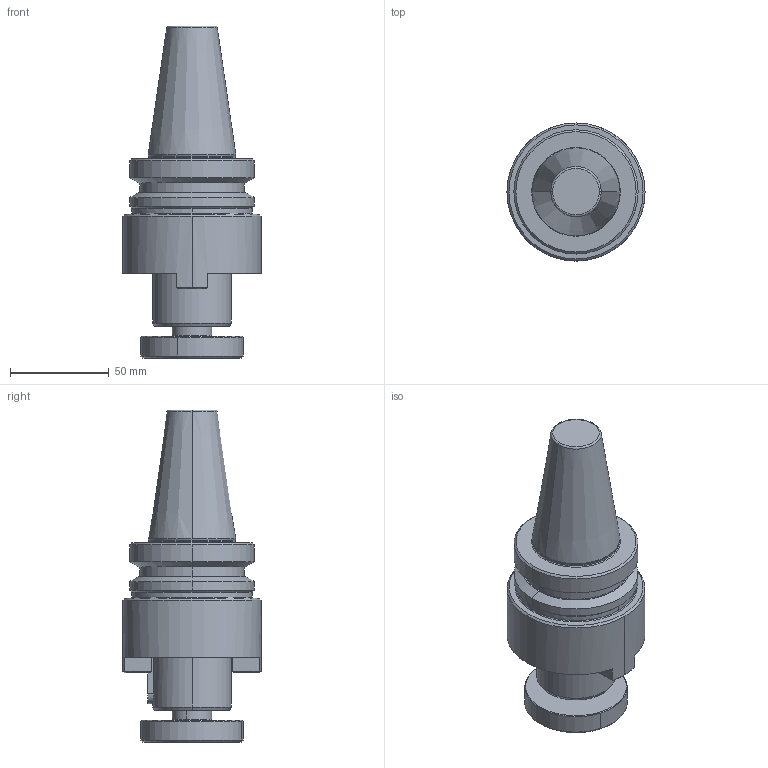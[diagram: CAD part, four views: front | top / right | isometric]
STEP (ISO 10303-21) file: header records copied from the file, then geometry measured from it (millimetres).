
FILE_DESCRIPTION (( 'STEP AP203' ), '1' );
FILE_NAME ('BT40 CSMA40 060 AD-6.3G 15000 SL SP.S.STEP', '2019-05-28T07:00:37', ( '' ), ( '' ), 'SwSTEP 2.0', 'SolidWorks 2014', '' );
FILE_SCHEMA (( 'CONFIG_CONTROL_DESIGN' ));
Length unit declared in the file: millimetre
Products named in the file (1): BT40 CSMA40 060 AD-6.3G 15000 SL SP.S
Bounding box: 70 x 70 x 168.4 mm (x, y, z)
Volume: 325055.7 mm3; surface area: 36970.9 mm2
Topology: 1 solids, 2 shells, 88 faces, 207 edges, 127 vertices
Faces by surface type: cone 29, cylinder 23, plane 23, torus 9, bspline 4
Entity records: 3331 total; most frequent: CARTESIAN_POINT 1218, DIRECTION 458, ORIENTED_EDGE 410, EDGE_CURVE 205, AXIS2_PLACEMENT_3D 191, VERTEX_POINT 127, CIRCLE 106, EDGE_LOOP 94
